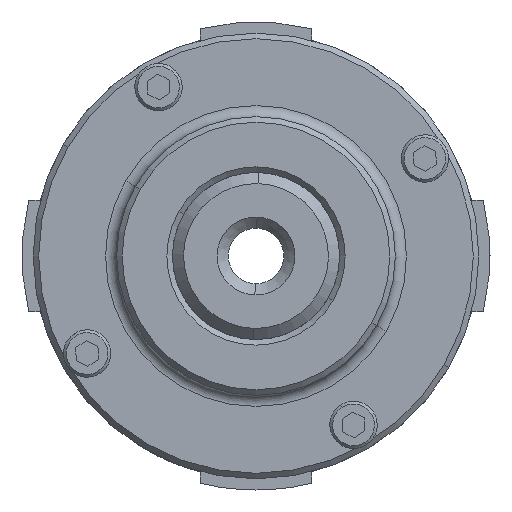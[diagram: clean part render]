
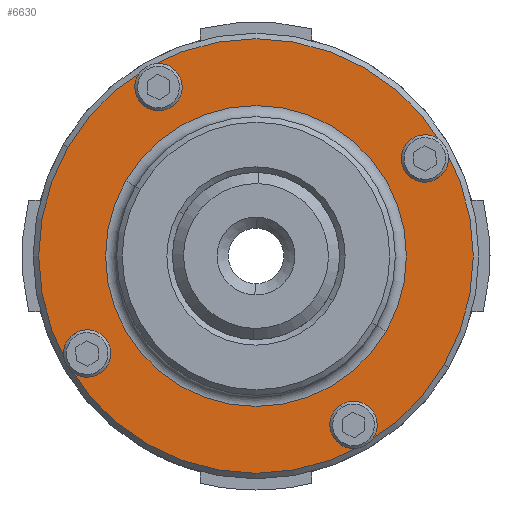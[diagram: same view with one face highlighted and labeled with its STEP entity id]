
A CAD part, front view. The second image highlights one B-rep face of the part: STEP entity #6630.
In plain terms, the highlighted face is planar.
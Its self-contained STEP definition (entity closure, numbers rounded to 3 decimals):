
#22 = DIRECTION ( 'NONE',  ( 0., 1., 0. ) ) ;
#38 = FACE_BOUND ( 'NONE', #6618, .T. ) ;
#51 = VERTEX_POINT ( 'NONE', #5474 ) ;
#142 = CARTESIAN_POINT ( 'NONE',  ( 17.5, 10., -30.311 ) ) ;
#145 = AXIS2_PLACEMENT_3D ( 'NONE', #1005, #2752, #2821 ) ;
#157 = ORIENTED_EDGE ( 'NONE', *, *, #1967, .F. ) ;
#243 = AXIS2_PLACEMENT_3D ( 'NONE', #3946, #22, #1132 ) ;
#313 = DIRECTION ( 'NONE',  ( 0., 0., -1. ) ) ;
#419 = CARTESIAN_POINT ( 'NONE',  ( 0., 10., 0. ) ) ;
#429 = CARTESIAN_POINT ( 'NONE',  ( 0., 10., 39. ) ) ;
#442 = DIRECTION ( 'NONE',  ( 0., 0., -1. ) ) ;
#507 = AXIS2_PLACEMENT_3D ( 'NONE', #4406, #2152, #6675 ) ;
#537 = CARTESIAN_POINT ( 'NONE',  ( 30.311, 10., 17.5 ) ) ;
#541 = DIRECTION ( 'NONE',  ( 0., 0., 1. ) ) ;
#598 = CARTESIAN_POINT ( 'NONE',  ( 0., 10., -27. ) ) ;
#622 = ORIENTED_EDGE ( 'NONE', *, *, #1960, .T. ) ;
#624 = PLANE ( 'NONE',  #7182 ) ;
#685 = AXIS2_PLACEMENT_3D ( 'NONE', #419, #2195, #6046 ) ;
#709 = ORIENTED_EDGE ( 'NONE', *, *, #2647, .F. ) ;
#710 = VERTEX_POINT ( 'NONE', #7024 ) ;
#867 = EDGE_CURVE ( 'NONE', #1910, #5112, #4113, .T. ) ;
#881 = ORIENTED_EDGE ( 'NONE', *, *, #4548, .F. ) ;
#941 = AXIS2_PLACEMENT_3D ( 'NONE', #142, #4683, #3055 ) ;
#980 = CARTESIAN_POINT ( 'NONE',  ( -30.311, 10., -20. ) ) ;
#1005 = CARTESIAN_POINT ( 'NONE',  ( -17.5, 10., 30.311 ) ) ;
#1025 = CARTESIAN_POINT ( 'NONE',  ( -17.5, 10., 27.811 ) ) ;
#1040 = EDGE_CURVE ( 'NONE', #1059, #710, #6507, .T. ) ;
#1046 = EDGE_LOOP ( 'NONE', ( #622, #4566 ) ) ;
#1059 = VERTEX_POINT ( 'NONE', #6162 ) ;
#1132 = DIRECTION ( 'NONE',  ( 0., 0., 1. ) ) ;
#1204 = EDGE_CURVE ( 'NONE', #3141, #1809, #7219, .T. ) ;
#1287 = VERTEX_POINT ( 'NONE', #1025 ) ;
#1310 = ORIENTED_EDGE ( 'NONE', *, *, #867, .F. ) ;
#1356 = CIRCLE ( 'NONE', #2316, 2.5 ) ;
#1389 = DIRECTION ( 'NONE',  ( 0., 0., -1. ) ) ;
#1632 = CIRCLE ( 'NONE', #2565, 2.5 ) ;
#1731 = DIRECTION ( 'NONE',  ( 0., -1., 0. ) ) ;
#1778 = CIRCLE ( 'NONE', #1887, 39. ) ;
#1809 = VERTEX_POINT ( 'NONE', #6318 ) ;
#1887 = AXIS2_PLACEMENT_3D ( 'NONE', #7015, #5871, #1389 ) ;
#1910 = VERTEX_POINT ( 'NONE', #3153 ) ;
#1960 = EDGE_CURVE ( 'NONE', #4395, #6862, #4336, .T. ) ;
#1967 = EDGE_CURVE ( 'NONE', #710, #1059, #1632, .T. ) ;
#2091 = AXIS2_PLACEMENT_3D ( 'NONE', #3380, #5640, #5152 ) ;
#2152 = DIRECTION ( 'NONE',  ( 0., 1., 0. ) ) ;
#2194 = EDGE_CURVE ( 'NONE', #5631, #51, #4459, .T. ) ;
#2195 = DIRECTION ( 'NONE',  ( 0., 1., 0. ) ) ;
#2316 = AXIS2_PLACEMENT_3D ( 'NONE', #2863, #5671, #5565 ) ;
#2565 = AXIS2_PLACEMENT_3D ( 'NONE', #537, #5455, #2674 ) ;
#2646 = ORIENTED_EDGE ( 'NONE', *, *, #1204, .F. ) ;
#2647 = EDGE_CURVE ( 'NONE', #4745, #1287, #3574, .T. ) ;
#2674 = DIRECTION ( 'NONE',  ( 0., 0., 1. ) ) ;
#2697 = CARTESIAN_POINT ( 'NONE',  ( 0., 10., 0. ) ) ;
#2752 = DIRECTION ( 'NONE',  ( 0., 1., 0. ) ) ;
#2809 = FACE_BOUND ( 'NONE', #5686, .T. ) ;
#2821 = DIRECTION ( 'NONE',  ( 0., 0., 1. ) ) ;
#2863 = CARTESIAN_POINT ( 'NONE',  ( -17.5, 10., 30.311 ) ) ;
#3055 = DIRECTION ( 'NONE',  ( 0., 0., 1. ) ) ;
#3141 = VERTEX_POINT ( 'NONE', #6295 ) ;
#3153 = CARTESIAN_POINT ( 'NONE',  ( -30.311, 10., -15. ) ) ;
#3323 = ORIENTED_EDGE ( 'NONE', *, *, #3484, .F. ) ;
#3379 = ORIENTED_EDGE ( 'NONE', *, *, #2194, .T. ) ;
#3380 = CARTESIAN_POINT ( 'NONE',  ( 0., 10., 0. ) ) ;
#3438 = FACE_OUTER_BOUND ( 'NONE', #1046, .T. ) ;
#3484 = EDGE_CURVE ( 'NONE', #5112, #1910, #4144, .T. ) ;
#3574 = CIRCLE ( 'NONE', #145, 2.5 ) ;
#3711 = ORIENTED_EDGE ( 'NONE', *, *, #5589, .F. ) ;
#3902 = CIRCLE ( 'NONE', #941, 2.5 ) ;
#3946 = CARTESIAN_POINT ( 'NONE',  ( 30.311, 10., 17.5 ) ) ;
#3980 = CARTESIAN_POINT ( 'NONE',  ( -30.311, 10., -17.5 ) ) ;
#3993 = CARTESIAN_POINT ( 'NONE',  ( -25., 10., 0. ) ) ;
#4113 = CIRCLE ( 'NONE', #6362, 2.5 ) ;
#4144 = CIRCLE ( 'NONE', #5096, 2.5 ) ;
#4209 = EDGE_LOOP ( 'NONE', ( #1310, #3323 ) ) ;
#4336 = CIRCLE ( 'NONE', #685, 39. ) ;
#4395 = VERTEX_POINT ( 'NONE', #5622 ) ;
#4406 = CARTESIAN_POINT ( 'NONE',  ( 17.5, 10., -30.311 ) ) ;
#4454 = DIRECTION ( 'NONE',  ( 0., 1., 0. ) ) ;
#4459 = CIRCLE ( 'NONE', #2091, 27. ) ;
#4521 = ORIENTED_EDGE ( 'NONE', *, *, #6125, .T. ) ;
#4542 = FACE_BOUND ( 'NONE', #4209, .T. ) ;
#4548 = EDGE_CURVE ( 'NONE', #1809, #3141, #3902, .T. ) ;
#4566 = ORIENTED_EDGE ( 'NONE', *, *, #4577, .T. ) ;
#4577 = EDGE_CURVE ( 'NONE', #6862, #4395, #1778, .T. ) ;
#4683 = DIRECTION ( 'NONE',  ( 0., 1., 0. ) ) ;
#4745 = VERTEX_POINT ( 'NONE', #7204 ) ;
#4789 = ORIENTED_EDGE ( 'NONE', *, *, #1040, .F. ) ;
#4912 = CIRCLE ( 'NONE', #5867, 27. ) ;
#5096 = AXIS2_PLACEMENT_3D ( 'NONE', #3980, #4454, #541 ) ;
#5105 = FACE_BOUND ( 'NONE', #7093, .T. ) ;
#5112 = VERTEX_POINT ( 'NONE', #980 ) ;
#5152 = DIRECTION ( 'NONE',  ( 0., 0., -1. ) ) ;
#5455 = DIRECTION ( 'NONE',  ( 0., 1., 0. ) ) ;
#5474 = CARTESIAN_POINT ( 'NONE',  ( 0., 10., 27. ) ) ;
#5565 = DIRECTION ( 'NONE',  ( 0., 0., 1. ) ) ;
#5589 = EDGE_CURVE ( 'NONE', #1287, #4745, #1356, .T. ) ;
#5622 = CARTESIAN_POINT ( 'NONE',  ( 0., 10., -39. ) ) ;
#5631 = VERTEX_POINT ( 'NONE', #598 ) ;
#5640 = DIRECTION ( 'NONE',  ( 0., -1., 0. ) ) ;
#5671 = DIRECTION ( 'NONE',  ( 0., 1., 0. ) ) ;
#5686 = EDGE_LOOP ( 'NONE', ( #3379, #4521 ) ) ;
#5745 = EDGE_LOOP ( 'NONE', ( #2646, #881 ) ) ;
#5763 = FACE_BOUND ( 'NONE', #5745, .T. ) ;
#5867 = AXIS2_PLACEMENT_3D ( 'NONE', #2697, #6102, #442 ) ;
#5871 = DIRECTION ( 'NONE',  ( 0., 1., 0. ) ) ;
#6046 = DIRECTION ( 'NONE',  ( 0., 0., -1. ) ) ;
#6048 = DIRECTION ( 'NONE',  ( 0., 1., 0. ) ) ;
#6084 = CARTESIAN_POINT ( 'NONE',  ( -30.311, 10., -17.5 ) ) ;
#6102 = DIRECTION ( 'NONE',  ( 0., -1., 0. ) ) ;
#6125 = EDGE_CURVE ( 'NONE', #51, #5631, #4912, .T. ) ;
#6162 = CARTESIAN_POINT ( 'NONE',  ( 30.311, 10., 15. ) ) ;
#6295 = CARTESIAN_POINT ( 'NONE',  ( 17.5, 10., -27.811 ) ) ;
#6318 = CARTESIAN_POINT ( 'NONE',  ( 17.5, 10., -32.811 ) ) ;
#6362 = AXIS2_PLACEMENT_3D ( 'NONE', #6084, #6048, #6532 ) ;
#6507 = CIRCLE ( 'NONE', #243, 2.5 ) ;
#6532 = DIRECTION ( 'NONE',  ( 0., 0., 1. ) ) ;
#6618 = EDGE_LOOP ( 'NONE', ( #709, #3711 ) ) ;
#6630 = ADVANCED_FACE ( 'NONE', ( #3438, #2809, #5763, #5105, #38, #4542 ), #624, .F. ) ;
#6675 = DIRECTION ( 'NONE',  ( 0., 0., 1. ) ) ;
#6862 = VERTEX_POINT ( 'NONE', #429 ) ;
#7015 = CARTESIAN_POINT ( 'NONE',  ( 0., 10., 0. ) ) ;
#7024 = CARTESIAN_POINT ( 'NONE',  ( 30.311, 10., 20. ) ) ;
#7093 = EDGE_LOOP ( 'NONE', ( #157, #4789 ) ) ;
#7182 = AXIS2_PLACEMENT_3D ( 'NONE', #3993, #1731, #313 ) ;
#7204 = CARTESIAN_POINT ( 'NONE',  ( -17.5, 10., 32.811 ) ) ;
#7219 = CIRCLE ( 'NONE', #507, 2.5 ) ;
